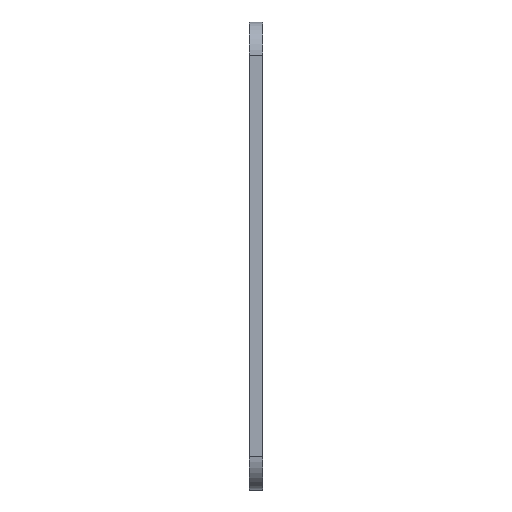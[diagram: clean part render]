
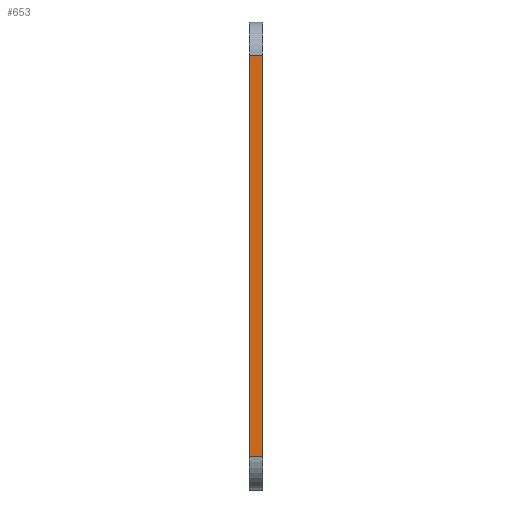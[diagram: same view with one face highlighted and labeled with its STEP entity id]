
A CAD part, left-side view. The second image highlights one B-rep face of the part: STEP entity #653.
In plain terms, the highlighted planar face has unit normal (-1, 0, 0).
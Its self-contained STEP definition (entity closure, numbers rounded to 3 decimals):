
#79 = CARTESIAN_POINT ( 'NONE',  ( 0., 2., 0. ) ) ;
#84 = VECTOR ( 'NONE', #890, 1000. ) ;
#123 = DIRECTION ( 'NONE',  ( 1., 0., 0. ) ) ;
#176 = VERTEX_POINT ( 'NONE', #681 ) ;
#212 = PLANE ( 'NONE',  #872 ) ;
#236 = ORIENTED_EDGE ( 'NONE', *, *, #410, .F. ) ;
#254 = CARTESIAN_POINT ( 'NONE',  ( 0., 0., 0. ) ) ;
#266 = CARTESIAN_POINT ( 'NONE',  ( 0., 2., 65. ) ) ;
#298 = VERTEX_POINT ( 'NONE', #702 ) ;
#372 = LINE ( 'NONE', #818, #899 ) ;
#410 = EDGE_CURVE ( 'NONE', #176, #615, #419, .T. ) ;
#419 = LINE ( 'NONE', #79, #876 ) ;
#431 = ORIENTED_EDGE ( 'NONE', *, *, #522, .T. ) ;
#439 = DIRECTION ( 'NONE',  ( 0., 0., -1. ) ) ;
#469 = ORIENTED_EDGE ( 'NONE', *, *, #564, .T. ) ;
#482 = VERTEX_POINT ( 'NONE', #665 ) ;
#495 = VECTOR ( 'NONE', #549, 1000. ) ;
#497 = FACE_OUTER_BOUND ( 'NONE', #760, .T. ) ;
#503 = EDGE_CURVE ( 'NONE', #176, #298, #372, .T. ) ;
#522 = EDGE_CURVE ( 'NONE', #298, #482, #630, .T. ) ;
#545 = DIRECTION ( 'NONE',  ( 0., -1., 0. ) ) ;
#549 = DIRECTION ( 'NONE',  ( 0., 1., 0. ) ) ;
#564 = EDGE_CURVE ( 'NONE', #482, #615, #857, .T. ) ;
#615 = VERTEX_POINT ( 'NONE', #266 ) ;
#630 = LINE ( 'NONE', #254, #84 ) ;
#653 = ADVANCED_FACE ( 'NONE', ( #497 ), #212, .F. ) ;
#665 = CARTESIAN_POINT ( 'NONE',  ( 0., 0., 65. ) ) ;
#681 = CARTESIAN_POINT ( 'NONE',  ( 0., 2., 5. ) ) ;
#701 = ORIENTED_EDGE ( 'NONE', *, *, #503, .T. ) ;
#702 = CARTESIAN_POINT ( 'NONE',  ( 0., 0., 5. ) ) ;
#727 = DIRECTION ( 'NONE',  ( 0., 0., 1. ) ) ;
#760 = EDGE_LOOP ( 'NONE', ( #236, #701, #431, #469 ) ) ;
#818 = CARTESIAN_POINT ( 'NONE',  ( 0., 2., 5. ) ) ;
#844 = CARTESIAN_POINT ( 'NONE',  ( 0., 2., 0. ) ) ;
#857 = LINE ( 'NONE', #885, #495 ) ;
#872 = AXIS2_PLACEMENT_3D ( 'NONE', #844, #123, #439 ) ;
#876 = VECTOR ( 'NONE', #727, 1000. ) ;
#885 = CARTESIAN_POINT ( 'NONE',  ( 0., 2., 65. ) ) ;
#890 = DIRECTION ( 'NONE',  ( 0., 0., 1. ) ) ;
#899 = VECTOR ( 'NONE', #545, 1000. ) ;
